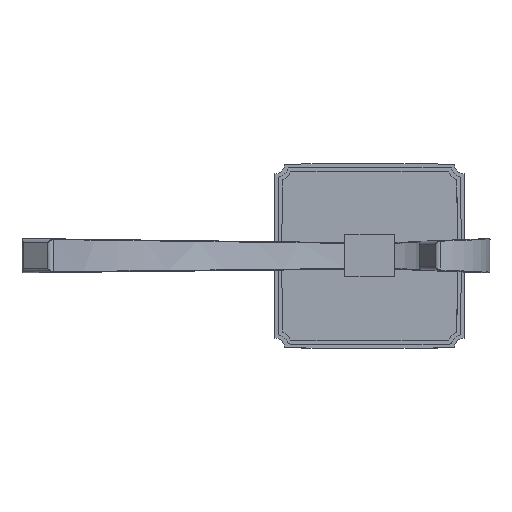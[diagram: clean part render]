
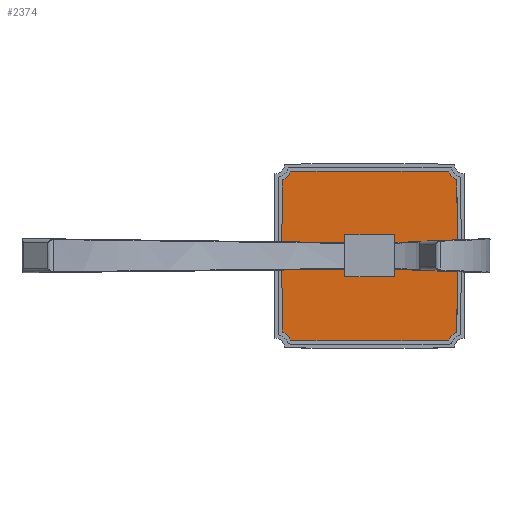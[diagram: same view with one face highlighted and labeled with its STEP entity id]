
A CAD part, top view. The second image highlights one B-rep face of the part: STEP entity #2374.
In plain terms, the highlighted planar face has unit normal (0, 0, 1).
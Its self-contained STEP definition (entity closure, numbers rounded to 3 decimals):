
#248=CIRCLE('',#2612,4.5);
#249=CIRCLE('',#2613,1223.25);
#250=CIRCLE('',#2614,4.5);
#251=CIRCLE('',#2615,1150.125);
#252=CIRCLE('',#2616,4.5);
#253=CIRCLE('',#2617,1223.25);
#254=CIRCLE('',#2618,4.5);
#255=CIRCLE('',#2619,1150.125);
#334=FACE_OUTER_BOUND('',#481,.T.);
#481=EDGE_LOOP('',(#1782,#1783,#1784,#1785,#1786,#1787,#1788,#1789));
#1063=VERTEX_POINT('',#3833);
#1064=VERTEX_POINT('',#3834);
#1065=VERTEX_POINT('',#3836);
#1066=VERTEX_POINT('',#3838);
#1067=VERTEX_POINT('',#3840);
#1068=VERTEX_POINT('',#3842);
#1069=VERTEX_POINT('',#3844);
#1070=VERTEX_POINT('',#3846);
#1331=EDGE_CURVE('',#1063,#1064,#248,.T.);
#1332=EDGE_CURVE('',#1064,#1065,#249,.T.);
#1333=EDGE_CURVE('',#1065,#1066,#250,.T.);
#1334=EDGE_CURVE('',#1066,#1067,#251,.T.);
#1335=EDGE_CURVE('',#1067,#1068,#252,.T.);
#1336=EDGE_CURVE('',#1068,#1069,#253,.T.);
#1337=EDGE_CURVE('',#1069,#1070,#254,.T.);
#1338=EDGE_CURVE('',#1070,#1063,#255,.T.);
#1782=ORIENTED_EDGE('',*,*,#1331,.T.);
#1783=ORIENTED_EDGE('',*,*,#1332,.T.);
#1784=ORIENTED_EDGE('',*,*,#1333,.T.);
#1785=ORIENTED_EDGE('',*,*,#1334,.T.);
#1786=ORIENTED_EDGE('',*,*,#1335,.T.);
#1787=ORIENTED_EDGE('',*,*,#1336,.T.);
#1788=ORIENTED_EDGE('',*,*,#1337,.T.);
#1789=ORIENTED_EDGE('',*,*,#1338,.T.);
#2299=PLANE('',#2611);
#2374=ADVANCED_FACE('',(#334),#2299,.T.);
#2611=AXIS2_PLACEMENT_3D('',#3832,#3058,#3059);
#2612=AXIS2_PLACEMENT_3D('',#3835,#3060,#3061);
#2613=AXIS2_PLACEMENT_3D('',#3837,#3062,#3063);
#2614=AXIS2_PLACEMENT_3D('',#3839,#3064,#3065);
#2615=AXIS2_PLACEMENT_3D('',#3841,#3066,#3067);
#2616=AXIS2_PLACEMENT_3D('',#3843,#3068,#3069);
#2617=AXIS2_PLACEMENT_3D('',#3845,#3070,#3071);
#2618=AXIS2_PLACEMENT_3D('',#3847,#3072,#3073);
#2619=AXIS2_PLACEMENT_3D('',#3848,#3074,#3075);
#3058=DIRECTION('center_axis',(0.,0.,1.));
#3059=DIRECTION('ref_axis',(1.,0.,0.));
#3060=DIRECTION('center_axis',(0.,0.,-1.));
#3061=DIRECTION('ref_axis',(-0.904,-0.428,0.));
#3062=DIRECTION('center_axis',(0.,0.,1.));
#3063=DIRECTION('ref_axis',(-0.017,-1.,0.));
#3064=DIRECTION('center_axis',(0.,0.,-1.));
#3065=DIRECTION('ref_axis',(0.427,-0.904,0.));
#3066=DIRECTION('center_axis',(0.,0.,1.));
#3067=DIRECTION('ref_axis',(1.,-0.017,0.));
#3068=DIRECTION('center_axis',(0.,0.,-1.));
#3069=DIRECTION('ref_axis',(0.904,0.428,0.));
#3070=DIRECTION('center_axis',(0.,0.,1.));
#3071=DIRECTION('ref_axis',(0.017,1.,0.));
#3072=DIRECTION('center_axis',(0.,0.,-1.));
#3073=DIRECTION('ref_axis',(-0.427,0.904,0.));
#3074=DIRECTION('center_axis',(0.,0.,1.));
#3075=DIRECTION('ref_axis',(-1.,0.017,0.));
#3832=CARTESIAN_POINT('Origin',(0.,0.,
8.8));
#3833=CARTESIAN_POINT('',(-22.827,-19.931,8.8));
#3834=CARTESIAN_POINT('',(-20.682,-22.075,8.8));
#3835=CARTESIAN_POINT('Origin',(-24.75,-24.,8.8));
#3836=CARTESIAN_POINT('',(20.682,-22.075,8.8));
#3837=CARTESIAN_POINT('Origin',(0.,1201.,
8.8));
#3838=CARTESIAN_POINT('',(22.827,-19.931,8.8));
#3839=CARTESIAN_POINT('Origin',(24.75,-24.,8.8));
#3840=CARTESIAN_POINT('',(22.827,19.931,8.8));
#3841=CARTESIAN_POINT('Origin',(-1127.125,0.,
8.8));
#3842=CARTESIAN_POINT('',(20.682,22.075,8.8));
#3843=CARTESIAN_POINT('Origin',(24.75,24.,8.8));
#3844=CARTESIAN_POINT('',(-20.682,22.075,8.8));
#3845=CARTESIAN_POINT('Origin',(0.,-1201.,
8.8));
#3846=CARTESIAN_POINT('',(-22.827,19.931,8.8));
#3847=CARTESIAN_POINT('Origin',(-24.75,24.,8.8));
#3848=CARTESIAN_POINT('Origin',(1127.125,0.,8.8));
